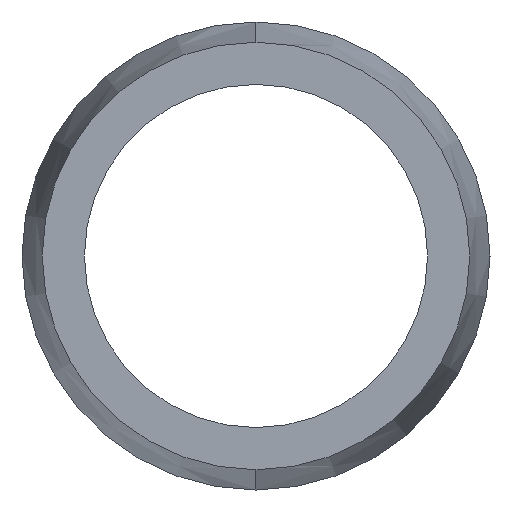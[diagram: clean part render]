
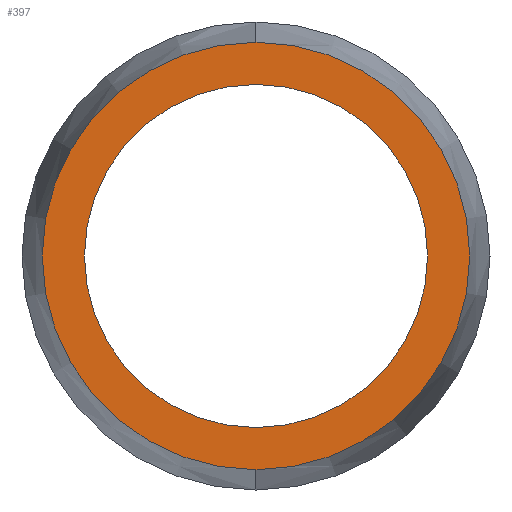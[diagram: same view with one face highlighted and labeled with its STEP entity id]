
A CAD part, left-side view. The second image highlights one B-rep face of the part: STEP entity #397.
In plain terms, the highlighted planar face has unit normal (-1, 0, 0).
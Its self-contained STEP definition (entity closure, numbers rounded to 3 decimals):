
#61 = DIRECTION ( 'NONE',  ( -1., 0., 0. ) ) ;
#62 = DIRECTION ( 'NONE',  ( -1., 0., 0. ) ) ;
#64 = AXIS2_PLACEMENT_3D ( 'NONE', #439, #61, #382 ) ;
#69 = FACE_BOUND ( 'NONE', #602, .T. ) ;
#74 = EDGE_CURVE ( 'NONE', #594, #390, #308, .T. ) ;
#77 = FACE_OUTER_BOUND ( 'NONE', #443, .T. ) ;
#126 = ORIENTED_EDGE ( 'NONE', *, *, #74, .T. ) ;
#130 = CARTESIAN_POINT ( 'NONE',  ( -30., 0., -6.85 ) ) ;
#136 = CARTESIAN_POINT ( 'NONE',  ( -30., 0., -5.5 ) ) ;
#138 = VERTEX_POINT ( 'NONE', #227 ) ;
#204 = VERTEX_POINT ( 'NONE', #136 ) ;
#208 = ORIENTED_EDGE ( 'NONE', *, *, #340, .F. ) ;
#215 = PLANE ( 'NONE',  #543 ) ;
#227 = CARTESIAN_POINT ( 'NONE',  ( -30., 0., 5.5 ) ) ;
#252 = ORIENTED_EDGE ( 'NONE', *, *, #280, .F. ) ;
#280 = EDGE_CURVE ( 'NONE', #204, #138, #482, .T. ) ;
#301 = DIRECTION ( 'NONE',  ( -1., 0., 0. ) ) ;
#304 = DIRECTION ( 'NONE',  ( 0., 0., 1. ) ) ;
#308 = CIRCLE ( 'NONE', #606, 6.85 ) ;
#331 = AXIS2_PLACEMENT_3D ( 'NONE', #402, #301, #304 ) ;
#333 = CIRCLE ( 'NONE', #380, 5.5 ) ;
#340 = EDGE_CURVE ( 'NONE', #138, #204, #333, .T. ) ;
#352 = DIRECTION ( 'NONE',  ( 0., 0., -1. ) ) ;
#380 = AXIS2_PLACEMENT_3D ( 'NONE', #438, #62, #442 ) ;
#382 = DIRECTION ( 'NONE',  ( 0., 0., 1. ) ) ;
#390 = VERTEX_POINT ( 'NONE', #588 ) ;
#397 = ADVANCED_FACE ( 'NONE', ( #69, #77 ), #215, .F. ) ;
#402 = CARTESIAN_POINT ( 'NONE',  ( -30., 0., 0. ) ) ;
#422 = CARTESIAN_POINT ( 'NONE',  ( -30., 0., 0. ) ) ;
#426 = EDGE_CURVE ( 'NONE', #390, #594, #562, .T. ) ;
#438 = CARTESIAN_POINT ( 'NONE',  ( -30., 0., 0. ) ) ;
#439 = CARTESIAN_POINT ( 'NONE',  ( -30., 0., 0. ) ) ;
#442 = DIRECTION ( 'NONE',  ( 0., 0., 1. ) ) ;
#443 = EDGE_LOOP ( 'NONE', ( #126, #459 ) ) ;
#459 = ORIENTED_EDGE ( 'NONE', *, *, #426, .T. ) ;
#482 = CIRCLE ( 'NONE', #64, 5.5 ) ;
#490 = DIRECTION ( 'NONE',  ( 1., 0., 0. ) ) ;
#519 = DIRECTION ( 'NONE',  ( 0., 0., 1. ) ) ;
#543 = AXIS2_PLACEMENT_3D ( 'NONE', #548, #490, #352 ) ;
#548 = CARTESIAN_POINT ( 'NONE',  ( -30., 6.85, 0. ) ) ;
#562 = CIRCLE ( 'NONE', #331, 6.85 ) ;
#588 = CARTESIAN_POINT ( 'NONE',  ( -30., 0., 6.85 ) ) ;
#594 = VERTEX_POINT ( 'NONE', #130 ) ;
#597 = DIRECTION ( 'NONE',  ( -1., 0., 0. ) ) ;
#602 = EDGE_LOOP ( 'NONE', ( #208, #252 ) ) ;
#606 = AXIS2_PLACEMENT_3D ( 'NONE', #422, #597, #519 ) ;
